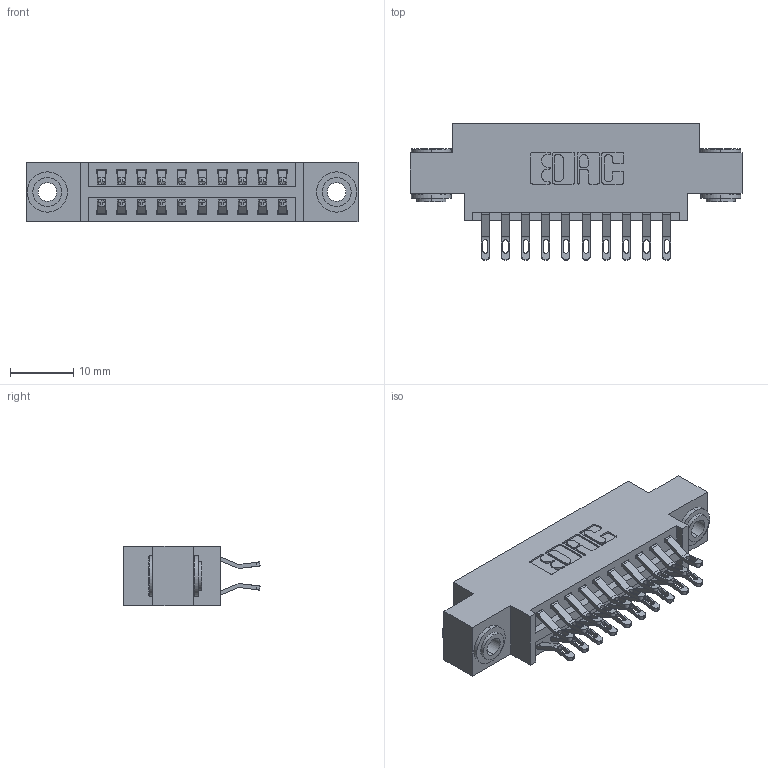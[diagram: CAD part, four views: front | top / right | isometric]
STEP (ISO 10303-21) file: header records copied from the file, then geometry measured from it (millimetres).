
FILE_DESCRIPTION (( 'STEP AP203' ), '1' );
FILE_NAME ('346-020-555-803.STEP', '2022-05-18T19:40:00', ( '' ), ( '' ), 'SwSTEP 2.0', 'SolidWorks 2020', '' );
FILE_SCHEMA (( 'CONFIG_CONTROL_DESIGN' ));
Length unit declared in the file: inch
Products named in the file (4): 345-250-002_345-250-002-102; 346-020-555-803; 346 Part_0.170 Offset - 0.156 Dia-TH; 345-292-001_555 Tail
Assembly tree (23 placements, depth 2):
  346-020-555-803
    346 Part_0.170 Offset - 0.156 Dia-TH
    345-292-001_555 Tail  x20
    345-250-002_345-250-002-102  x2
Bounding box: 52.32 x 21.46 x 9.4 mm (x, y, z)
Volume: 4758.4 mm3; surface area: 6672.9 mm2
Topology: 23 solids, 23 shells, 1338 faces, 4113 edges, 2738 vertices
Faces by surface type: plane 764, cylinder 566, cone 8
Entity records: 12358 total; most frequent: CARTESIAN_POINT 2099, ORIENTED_EDGE 1994, DIRECTION 1899, EDGE_CURVE 997, VECTOR 781, LINE 781, VERTEX_POINT 662, AXIS2_PLACEMENT_3D 559
